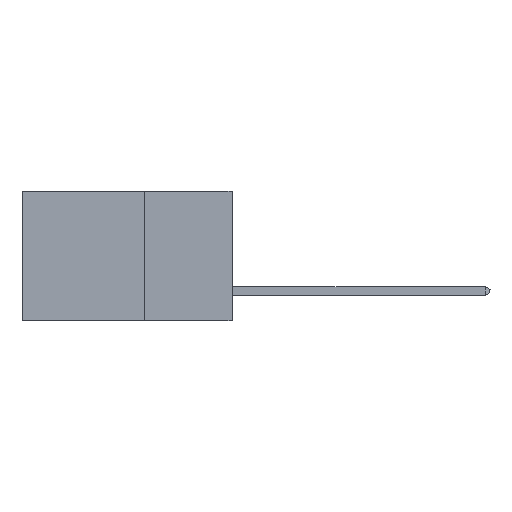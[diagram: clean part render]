
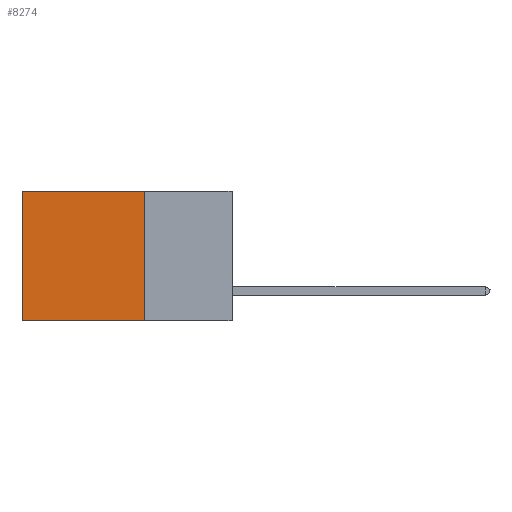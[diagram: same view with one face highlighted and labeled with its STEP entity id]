
A CAD part, left-side view. The second image highlights one B-rep face of the part: STEP entity #8274.
In plain terms, the highlighted planar face has unit normal (-1, 0, 0).
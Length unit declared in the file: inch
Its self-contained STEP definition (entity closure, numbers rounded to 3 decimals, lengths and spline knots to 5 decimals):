
#669 = CARTESIAN_POINT ( 'NONE',  ( 0.2875, 0.25, -0.37 ) ) ;
#2647 = DIRECTION ( 'NONE',  ( 0., 0., -1. ) ) ;
#3058 = VERTEX_POINT ( 'NONE', #4011 ) ;
#4011 = CARTESIAN_POINT ( 'NONE',  ( 0.2875, 0.6, 0. ) ) ;
#5003 = VERTEX_POINT ( 'NONE', #20627 ) ;
#6831 = VECTOR ( 'NONE', #7031, 39.37008 ) ;
#7031 = DIRECTION ( 'NONE',  ( 0., 0., -1. ) ) ;
#7835 = EDGE_CURVE ( 'NONE', #3058, #5003, #17689, .T. ) ;
#8274 = ADVANCED_FACE ( 'NONE', ( #33704 ), #22977, .F. ) ;
#9013 = ORIENTED_EDGE ( 'NONE', *, *, #17344, .F. ) ;
#10501 = LINE ( 'NONE', #669, #16009 ) ;
#11697 = DIRECTION ( 'NONE',  ( 1., 0., 0. ) ) ;
#16009 = VECTOR ( 'NONE', #36904, 39.37008 ) ;
#16539 = LINE ( 'NONE', #37549, #6831 ) ;
#17344 = EDGE_CURVE ( 'NONE', #28892, #34577, #16539, .T. ) ;
#17689 = LINE ( 'NONE', #28597, #23243 ) ;
#17800 = EDGE_CURVE ( 'NONE', #34577, #5003, #10501, .T. ) ;
#18155 = AXIS2_PLACEMENT_3D ( 'NONE', #26095, #11697, #2647 ) ;
#18449 = ORIENTED_EDGE ( 'NONE', *, *, #22846, .T. ) ;
#19103 = ORIENTED_EDGE ( 'NONE', *, *, #17800, .F. ) ;
#20417 = DIRECTION ( 'NONE',  ( 0., 1., 0. ) ) ;
#20627 = CARTESIAN_POINT ( 'NONE',  ( 0.2875, 0.6, -0.37 ) ) ;
#20862 = CARTESIAN_POINT ( 'NONE',  ( 0.2875, 0.25, 0. ) ) ;
#22677 = DIRECTION ( 'NONE',  ( 0., 0., -1. ) ) ;
#22846 = EDGE_CURVE ( 'NONE', #28892, #3058, #25600, .T. ) ;
#22977 = PLANE ( 'NONE',  #18155 ) ;
#23243 = VECTOR ( 'NONE', #22677, 39.37008 ) ;
#23718 = CARTESIAN_POINT ( 'NONE',  ( 0.2875, 0.25, 0. ) ) ;
#23770 = VECTOR ( 'NONE', #20417, 39.37008 ) ;
#25600 = LINE ( 'NONE', #23718, #23770 ) ;
#26095 = CARTESIAN_POINT ( 'NONE',  ( 0.2875, 0.25, 0. ) ) ;
#28597 = CARTESIAN_POINT ( 'NONE',  ( 0.2875, 0.6, 0. ) ) ;
#28892 = VERTEX_POINT ( 'NONE', #20862 ) ;
#30406 = CARTESIAN_POINT ( 'NONE',  ( 0.2875, 0.25, -0.37 ) ) ;
#32704 = ORIENTED_EDGE ( 'NONE', *, *, #7835, .T. ) ;
#32767 = EDGE_LOOP ( 'NONE', ( #32704, #19103, #9013, #18449 ) ) ;
#33704 = FACE_OUTER_BOUND ( 'NONE', #32767, .T. ) ;
#34577 = VERTEX_POINT ( 'NONE', #30406 ) ;
#36904 = DIRECTION ( 'NONE',  ( 0., 1., 0. ) ) ;
#37549 = CARTESIAN_POINT ( 'NONE',  ( 0.2875, 0.25, 0. ) ) ;
